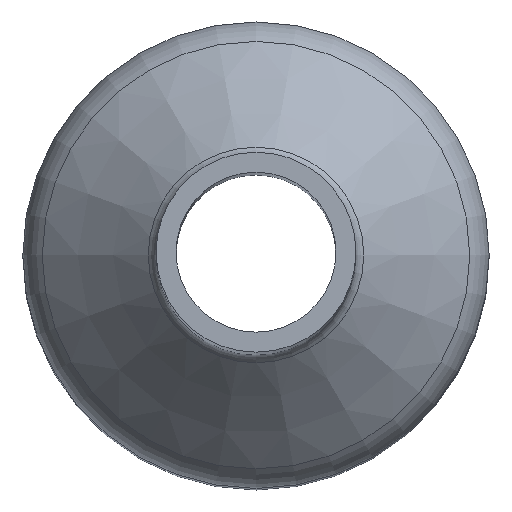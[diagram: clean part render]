
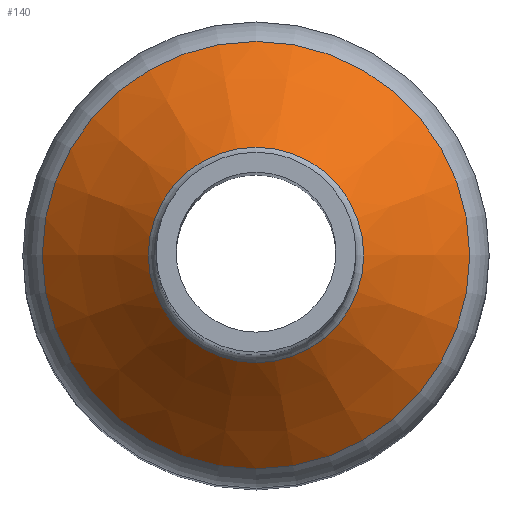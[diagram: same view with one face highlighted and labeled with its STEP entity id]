
A CAD part, top view. The second image highlights one B-rep face of the part: STEP entity #140.
In plain terms, the highlighted conical face has half-angle 45 degrees and reference radius 0.875 mm.
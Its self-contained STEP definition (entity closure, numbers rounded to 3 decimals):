
#15=CONICAL_SURFACE('',#160,0.875,45.);
#26=FACE_BOUND('',#54,.T.);
#37=FACE_OUTER_BOUND('',#53,.T.);
#53=EDGE_LOOP('',(#108));
#54=EDGE_LOOP('',(#109));
#71=CIRCLE('',#159,0.404);
#72=CIRCLE('',#161,0.802);
#82=VERTEX_POINT('',#234);
#83=VERTEX_POINT('',#237);
#93=EDGE_CURVE('',#82,#82,#71,.T.);
#94=EDGE_CURVE('',#83,#83,#72,.T.);
#108=ORIENTED_EDGE('',*,*,#94,.F.);
#109=ORIENTED_EDGE('',*,*,#93,.F.);
#140=ADVANCED_FACE('',(#37,#26),#15,.T.);
#159=AXIS2_PLACEMENT_3D('',#235,#194,#195);
#160=AXIS2_PLACEMENT_3D('',#236,#196,#197);
#161=AXIS2_PLACEMENT_3D('',#238,#198,#199);
#194=DIRECTION('center_axis',(0.,0.,1.));
#195=DIRECTION('ref_axis',(-1.,0.,0.));
#196=DIRECTION('center_axis',(0.,0.,-1.));
#197=DIRECTION('ref_axis',(1.,0.,0.));
#198=DIRECTION('center_axis',(0.,0.,-1.));
#199=DIRECTION('ref_axis',(-1.,0.,0.));
#234=CARTESIAN_POINT('',(0.404,0.,-6.029));
#235=CARTESIAN_POINT('Origin',(0.,0.,-6.029));
#236=CARTESIAN_POINT('Origin',(0.,0.,-6.5));
#237=CARTESIAN_POINT('',(0.802,0.,-6.427));
#238=CARTESIAN_POINT('Origin',(0.,0.,-6.427));
